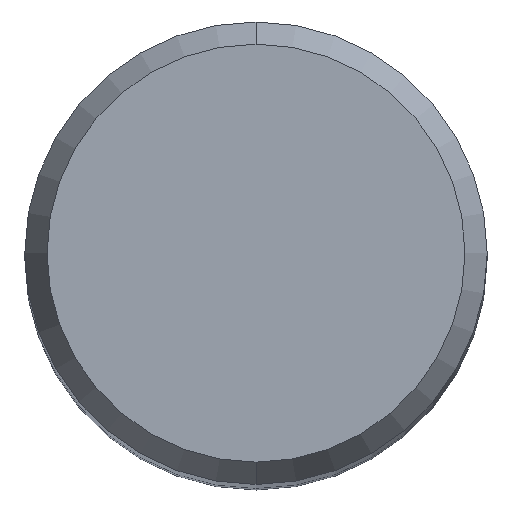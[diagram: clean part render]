
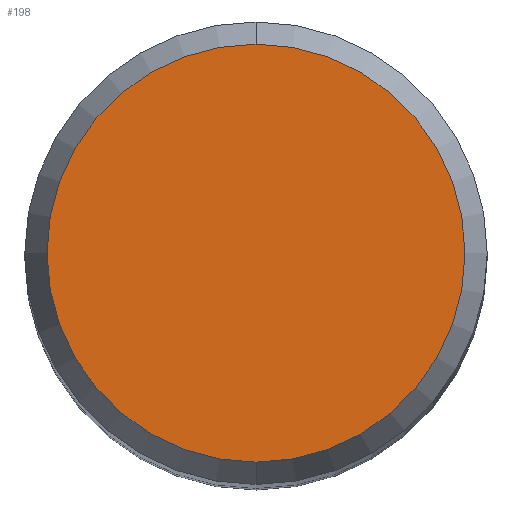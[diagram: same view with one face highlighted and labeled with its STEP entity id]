
A CAD part, top view. The second image highlights one B-rep face of the part: STEP entity #198.
In plain terms, the highlighted planar face has unit normal (0, 0, 1).
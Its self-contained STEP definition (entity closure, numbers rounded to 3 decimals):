
#198=ADVANCED_FACE('',(#451),#452,.T.);
#230=VERTEX_POINT('',#489);
#298=EDGE_CURVE('',#360,#230,#561,.T.);
#344=EDGE_CURVE('',#230,#360,#612,.T.);
#360=VERTEX_POINT('',#629);
#451=FACE_OUTER_BOUND('',#808,.T.);
#452=PLANE('',#809);
#489=CARTESIAN_POINT('',(0.0,5.423,0.0));
#561=CIRCLE('',#1089,5.423);
#612=CIRCLE('',#1206,5.423);
#629=CARTESIAN_POINT('',(0.,-5.423,0.0));
#808=EDGE_LOOP('',(#1325,#1326));
#809=AXIS2_PLACEMENT_3D('',#1327,#1328,#1329);
#1089=AXIS2_PLACEMENT_3D('',#1439,#1440,#1441);
#1206=AXIS2_PLACEMENT_3D('',#1493,#1494,#1495);
#1325=ORIENTED_EDGE('',*,*,#344,.F.);
#1326=ORIENTED_EDGE('',*,*,#298,.F.);
#1327=CARTESIAN_POINT('',(0.0,2.711,0.0));
#1328=DIRECTION('',(-0.0,0.0,1.0));
#1329=DIRECTION('',(0.0,-1.0,0.0));
#1439=CARTESIAN_POINT('',(0.0,0.0,0.0));
#1440=DIRECTION('',(0.0,0.0,-1.0));
#1441=DIRECTION('',(0.0,1.0,0.0));
#1493=CARTESIAN_POINT('',(0.0,0.0,0.0));
#1494=DIRECTION('',(0.0,0.0,-1.0));
#1495=DIRECTION('',(0.0,1.0,0.0));
